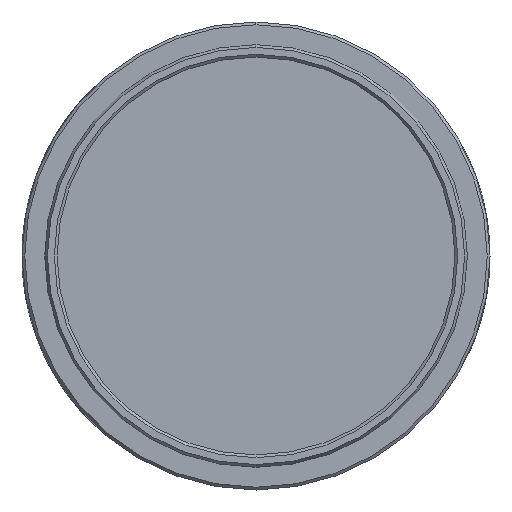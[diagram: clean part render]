
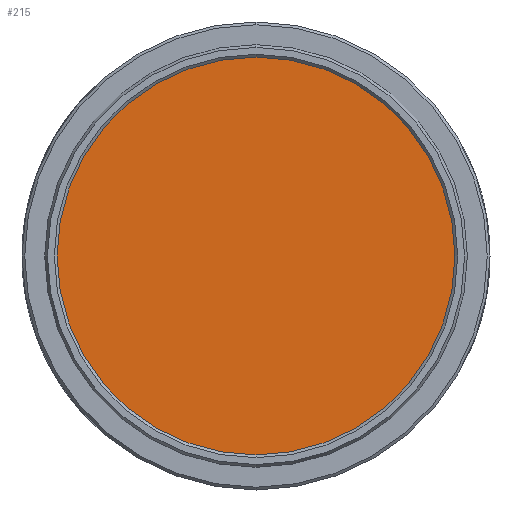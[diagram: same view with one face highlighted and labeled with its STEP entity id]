
A CAD part, left-side view. The second image highlights one B-rep face of the part: STEP entity #215.
In plain terms, the highlighted planar face has unit normal (-1, 0, 0).
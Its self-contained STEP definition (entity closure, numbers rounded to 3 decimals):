
#215 = ADVANCED_FACE ( 'NONE', ( #4611 ), #16297, .F. ) ;
#1083 = EDGE_LOOP ( 'NONE', ( #3322, #7084 ) ) ;
#1314 = DIRECTION ( 'NONE',  ( 1., 0., 0. ) ) ;
#1968 = AXIS2_PLACEMENT_3D ( 'NONE', #6919, #1314, #4003 ) ;
#3322 = ORIENTED_EDGE ( 'NONE', *, *, #12381, .T. ) ;
#3407 = AXIS2_PLACEMENT_3D ( 'NONE', #14196, #14018, #16942 ) ;
#4003 = DIRECTION ( 'NONE',  ( 0., -0.375, -0.927 ) ) ;
#4611 = FACE_OUTER_BOUND ( 'NONE', #1083, .T. ) ;
#5123 = CARTESIAN_POINT ( 'NONE',  ( 3.419, 14.815, 20.466 ) ) ;
#6639 = DIRECTION ( 'NONE',  ( -1., 0., 0. ) ) ;
#6919 = CARTESIAN_POINT ( 'NONE',  ( 3.419, 21.888, 37.939 ) ) ;
#7084 = ORIENTED_EDGE ( 'NONE', *, *, #10913, .T. ) ;
#8226 = CARTESIAN_POINT ( 'NONE',  ( 3.419, 28.96, 55.412 ) ) ;
#8457 = CIRCLE ( 'NONE', #3407, 18.85 ) ;
#10783 = DIRECTION ( 'NONE',  ( 0., -0.375, -0.927 ) ) ;
#10913 = EDGE_CURVE ( 'NONE', #14467, #16377, #13488, .T. ) ;
#12381 = EDGE_CURVE ( 'NONE', #16377, #14467, #8457, .T. ) ;
#13488 = CIRCLE ( 'NONE', #15669, 18.85 ) ;
#14018 = DIRECTION ( 'NONE',  ( -1., 0., 0. ) ) ;
#14196 = CARTESIAN_POINT ( 'NONE',  ( 3.419, 21.888, 37.939 ) ) ;
#14467 = VERTEX_POINT ( 'NONE', #8226 ) ;
#15669 = AXIS2_PLACEMENT_3D ( 'NONE', #16204, #6639, #10783 ) ;
#16204 = CARTESIAN_POINT ( 'NONE',  ( 3.419, 21.888, 37.939 ) ) ;
#16297 = PLANE ( 'NONE',  #1968 ) ;
#16377 = VERTEX_POINT ( 'NONE', #5123 ) ;
#16942 = DIRECTION ( 'NONE',  ( 0., -0.375, -0.927 ) ) ;
